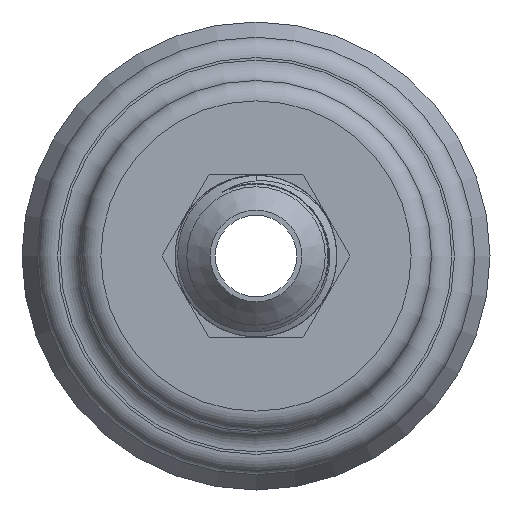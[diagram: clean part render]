
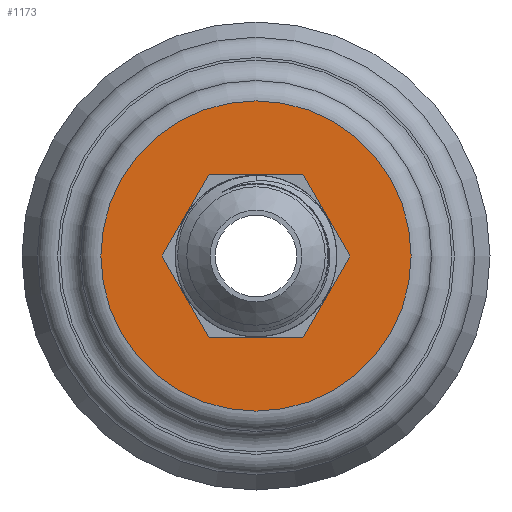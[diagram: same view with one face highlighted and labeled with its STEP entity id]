
A CAD part, left-side view. The second image highlights one B-rep face of the part: STEP entity #1173.
In plain terms, the highlighted planar face has unit normal (-1, 0, 0).
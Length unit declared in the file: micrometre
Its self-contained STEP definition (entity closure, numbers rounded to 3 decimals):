
#27=FACE_BOUND('',#188,.T.);
#35=PLANE('',#1323);
#121=FACE_OUTER_BOUND('',#187,.T.);
#187=EDGE_LOOP('',(#991,#992));
#188=EDGE_LOOP('',(#993,#994,#995,#996,#997,#998));
#265=CIRCLE('',#1292,15250.);
#266=CIRCLE('',#1293,15250.);
#369=LINE('',#3103,#435);
#370=LINE('',#3105,#436);
#371=LINE('',#3107,#437);
#372=LINE('',#3109,#438);
#373=LINE('',#3111,#439);
#374=LINE('',#3112,#440);
#435=VECTOR('',#1599,1000000.);
#436=VECTOR('',#1600,1000000.);
#437=VECTOR('',#1601,1000000.);
#438=VECTOR('',#1602,1000000.);
#439=VECTOR('',#1603,1000000.);
#440=VECTOR('',#1604,1000000.);
#534=VERTEX_POINT('',#2628);
#535=VERTEX_POINT('',#2630);
#571=VERTEX_POINT('',#3101);
#572=VERTEX_POINT('',#3102);
#573=VERTEX_POINT('',#3104);
#574=VERTEX_POINT('',#3106);
#575=VERTEX_POINT('',#3108);
#576=VERTEX_POINT('',#3110);
#682=EDGE_CURVE('',#534,#535,#265,.T.);
#683=EDGE_CURVE('',#535,#534,#266,.T.);
#735=EDGE_CURVE('',#571,#572,#369,.T.);
#736=EDGE_CURVE('',#573,#571,#370,.T.);
#737=EDGE_CURVE('',#574,#573,#371,.T.);
#738=EDGE_CURVE('',#575,#574,#372,.T.);
#739=EDGE_CURVE('',#576,#575,#373,.T.);
#740=EDGE_CURVE('',#572,#576,#374,.T.);
#991=ORIENTED_EDGE('',*,*,#683,.F.);
#992=ORIENTED_EDGE('',*,*,#682,.F.);
#993=ORIENTED_EDGE('',*,*,#735,.F.);
#994=ORIENTED_EDGE('',*,*,#736,.F.);
#995=ORIENTED_EDGE('',*,*,#737,.F.);
#996=ORIENTED_EDGE('',*,*,#738,.F.);
#997=ORIENTED_EDGE('',*,*,#739,.F.);
#998=ORIENTED_EDGE('',*,*,#740,.F.);
#1173=ADVANCED_FACE('',(#121,#27),#35,.T.);
#1292=AXIS2_PLACEMENT_3D('',#2631,#1518,#1519);
#1293=AXIS2_PLACEMENT_3D('',#2632,#1520,#1521);
#1323=AXIS2_PLACEMENT_3D('',#3100,#1597,#1598);
#1518=DIRECTION('center_axis',(1.,0.,0.));
#1519=DIRECTION('ref_axis',(0.,0.,-1.));
#1520=DIRECTION('center_axis',(1.,0.,0.));
#1521=DIRECTION('ref_axis',(0.,0.,-1.));
#1597=DIRECTION('center_axis',(-1.,0.,0.));
#1598=DIRECTION('ref_axis',(0.,0.,1.));
#1599=DIRECTION('',(0.,0.5,0.866));
#1600=DIRECTION('',(0.,-0.5,0.866));
#1601=DIRECTION('',(0.,-1.,0.));
#1602=DIRECTION('',(0.,-0.5,-0.866));
#1603=DIRECTION('',(0.,0.5,-0.866));
#1604=DIRECTION('',(0.,1.,0.));
#2628=CARTESIAN_POINT('',(-32500.,0.,15250.));
#2630=CARTESIAN_POINT('',(-32500.,0.,-15250.));
#2631=CARTESIAN_POINT('Origin',(-32500.,0.,0.));
#2632=CARTESIAN_POINT('Origin',(-32500.,0.,0.));
#3100=CARTESIAN_POINT('Origin',(-32500.,2050.,0.));
#3101=CARTESIAN_POINT('',(-32500.,-9237.604,0.));
#3102=CARTESIAN_POINT('',(-32500.,-4618.802,8000.));
#3103=CARTESIAN_POINT('',(-32500.,-9237.604,0.));
#3104=CARTESIAN_POINT('',(-32500.,-4618.802,-8000.));
#3105=CARTESIAN_POINT('',(-32500.,-4618.802,-8000.));
#3106=CARTESIAN_POINT('',(-32500.,4618.802,-8000.));
#3107=CARTESIAN_POINT('',(-32500.,4618.802,-8000.));
#3108=CARTESIAN_POINT('',(-32500.,9237.604,0.));
#3109=CARTESIAN_POINT('',(-32500.,9237.604,0.));
#3110=CARTESIAN_POINT('',(-32500.,4618.802,8000.));
#3111=CARTESIAN_POINT('',(-32500.,4618.802,8000.));
#3112=CARTESIAN_POINT('',(-32500.,-4618.802,8000.));
